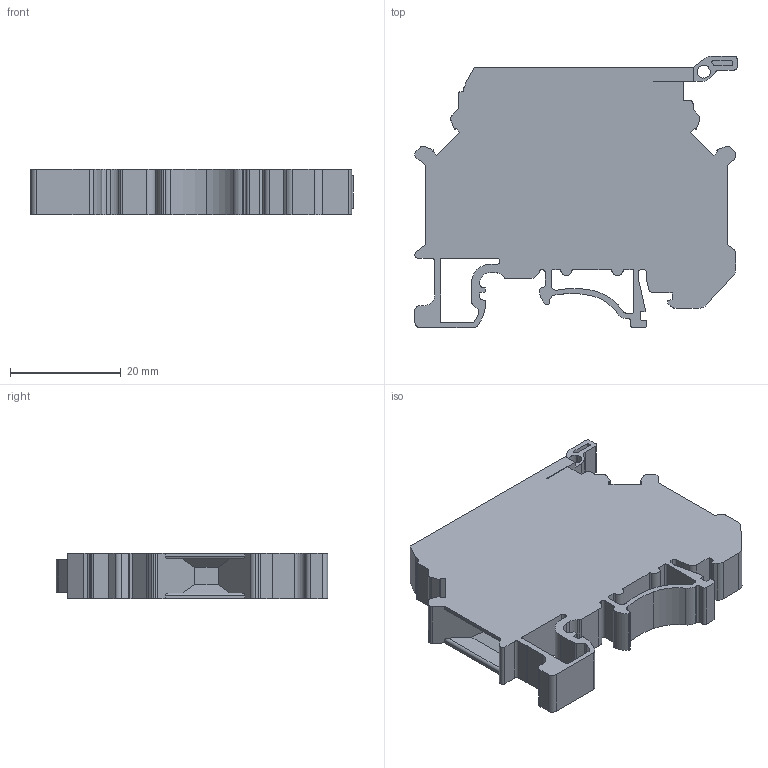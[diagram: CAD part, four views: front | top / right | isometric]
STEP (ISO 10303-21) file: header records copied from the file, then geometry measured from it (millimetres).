
FILE_DESCRIPTION( ('This file contains a STEP AP42 implementation' ,'as created by ZW3D STEP Interface translator.') ,'2;1' );
FILE_NAME( 'RTB4-HESI傷赽耀倰.stp' ,'23 4 8. 84635', (''), ('ZWCAD Software Co.'), 'Version 1.0', 'ZW3D to STEP translator', '' );
FILE_SCHEMA(('AUTOMOTIVE_DESIGN { 1 0 10303 214 1 1 1 1 }'));
Length unit declared in the file: millimetre
Products named in the file (2): 0; RTB4-HESI傷赽耀倰
Bounding box: 58.27 x 49.11 x 8.15 mm (x, y, z)
Volume: 15298.5 mm3; surface area: 7838.8 mm2
Topology: 1 solids, 1 shells, 269 faces, 778 edges, 518 vertices
Faces by surface type: plane 161, cylinder 108
Full cylindrical faces by diameter (mm): 3.7 x2, 4.1 x3
Entity records: 9206 total; most frequent: CARTESIAN_POINT 1572, ORIENTED_EDGE 1556, DIRECTION 1540, EDGE_CURVE 778, VECTOR 554, LINE 554, VERTEX_POINT 518, AXIS2_PLACEMENT_3D 493
